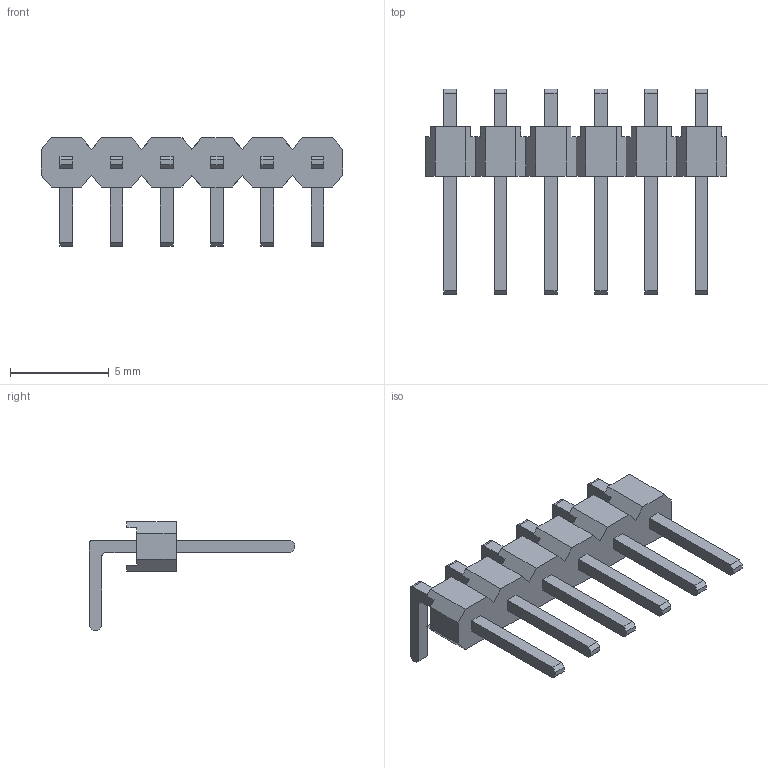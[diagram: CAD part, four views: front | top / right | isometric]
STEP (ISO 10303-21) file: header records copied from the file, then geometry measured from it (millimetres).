
FILE_DESCRIPTION (( 'STEP AP214' ), '1' );
FILE_NAME ('HDR-TH_6P-P2.54-M-WI-1X6P.step', '2022-07-02T12:53:56', ( '' ), ( '' ), 'SwSTEP 2.0', 'SolidWorks 2020', '' );
FILE_SCHEMA (( 'AUTOMOTIVE_DESIGN' ));
Length unit declared in the file: millimetre
Products named in the file (1): HDR-TH_6P-P2.54-M-WI-1X6P
Bounding box: 15.25 x 10.4 x 5.5 mm (x, y, z)
Volume: 102.2 mm3; surface area: 361.9 mm2
Topology: 1 solids, 1 shells, 456 faces, 1248 edges, 832 vertices
Faces by surface type: plane 330, bspline 114, cylinder 12
Entity records: 19090 total; most frequent: CARTESIAN_POINT 4899, ORIENTED_EDGE 2496, DIRECTION 1726, EDGE_CURVE 1248, VECTOR 992, LINE 992, VERTEX_POINT 832, EDGE_LOOP 494
